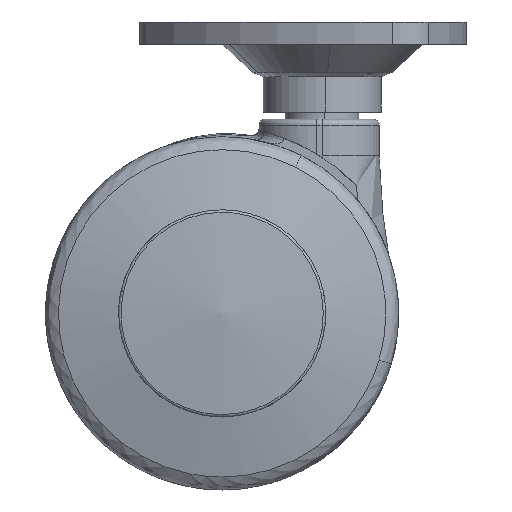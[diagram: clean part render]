
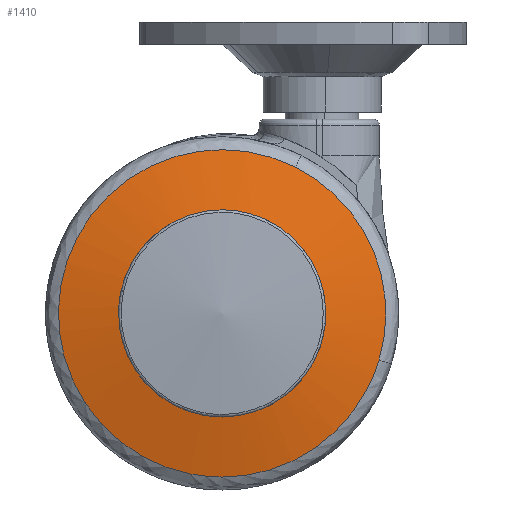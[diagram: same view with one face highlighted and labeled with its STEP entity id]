
A CAD part, front view. The second image highlights one B-rep face of the part: STEP entity #1410.
In plain terms, the highlighted free-form (B-spline) face has degree [2, 2] with [4, 4] control points.
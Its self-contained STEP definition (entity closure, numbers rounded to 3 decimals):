
#70=CARTESIAN_POINT('',(17.477,-20.5,-2.077));
#71=VERTEX_POINT('',#70);
#72=CARTESIAN_POINT('',(0.0,-20.5,17.6));
#73=VERTEX_POINT('',#72);
#74=CARTESIAN_POINT('',(17.477,-20.5,-2.077));
#75=CARTESIAN_POINT('',(17.6,-20.5,-1.042));
#76=CARTESIAN_POINT('',(17.6,-20.5,0.));
#77=CARTESIAN_POINT('',(17.6,-20.5,17.6));
#78=CARTESIAN_POINT('',(0.0,-20.5,17.6));
#86=(BOUNDED_CURVE()B_SPLINE_CURVE(2,(#74,#75,#76,#77,#78),.UNSPECIFIED.,.F.,.U.)B_SPLINE_CURVE_WITH_KNOTS((3,2,3),(0.23,0.25,0.5),.UNSPECIFIED.)CURVE()GEOMETRIC_REPRESENTATION_ITEM()RATIONAL_B_SPLINE_CURVE((0.956,0.976,1.0,0.707,1.0))REPRESENTATION_ITEM(''));
#87=EDGE_CURVE('',#71,#73,#86,.T.);
#89=CARTESIAN_POINT('',(-17.567,-20.5,1.074));
#90=VERTEX_POINT('',#89);
#91=CARTESIAN_POINT('',(0.0,-20.5,17.6));
#92=CARTESIAN_POINT('',(-16.556,-20.5,17.6));
#93=CARTESIAN_POINT('',(-17.567,-20.5,1.074));
#101=(BOUNDED_CURVE()B_SPLINE_CURVE(2,(#91,#92,#93),.UNSPECIFIED.,.F.,.U.)B_SPLINE_CURVE_WITH_KNOTS((3,3),(0.5,0.739),.UNSPECIFIED.)CURVE()GEOMETRIC_REPRESENTATION_ITEM()RATIONAL_B_SPLINE_CURVE((1.0,0.72,0.976))REPRESENTATION_ITEM(''));
#102=EDGE_CURVE('',#73,#90,#101,.T.);
#173=CARTESIAN_POINT('',(0.0,-20.5,-17.6));
#174=VERTEX_POINT('',#173);
#175=CARTESIAN_POINT('',(0.0,-20.5,-17.6));
#176=CARTESIAN_POINT('',(15.632,-20.5,-17.6));
#177=CARTESIAN_POINT('',(17.477,-20.5,-2.077));
#185=(BOUNDED_CURVE()B_SPLINE_CURVE(2,(#175,#176,#177),.UNSPECIFIED.,.F.,.U.)B_SPLINE_CURVE_WITH_KNOTS((3,3),(0.0,0.23),.UNSPECIFIED.)CURVE()GEOMETRIC_REPRESENTATION_ITEM()RATIONAL_B_SPLINE_CURVE((1.0,0.731,0.956))REPRESENTATION_ITEM(''));
#186=EDGE_CURVE('',#174,#71,#185,.T.);
#220=CARTESIAN_POINT('',(-17.567,-20.5,1.074));
#221=CARTESIAN_POINT('',(-17.6,-20.5,0.538));
#222=CARTESIAN_POINT('',(-17.6,-20.5,0.));
#223=CARTESIAN_POINT('',(-17.6,-20.5,-17.6));
#224=CARTESIAN_POINT('',(0.0,-20.5,-17.6));
#232=(BOUNDED_CURVE()B_SPLINE_CURVE(2,(#220,#221,#222,#223,#224),.UNSPECIFIED.,.F.,.U.)B_SPLINE_CURVE_WITH_KNOTS((3,2,3),(0.739,0.75,1.0),.UNSPECIFIED.)CURVE()GEOMETRIC_REPRESENTATION_ITEM()RATIONAL_B_SPLINE_CURVE((0.976,0.988,1.0,0.707,1.0))REPRESENTATION_ITEM(''));
#233=EDGE_CURVE('',#90,#174,#232,.T.);
#1253=CARTESIAN_POINT('',(12.454,-18.215,24.857));
#1254=VERTEX_POINT('',#1253);
#1255=CARTESIAN_POINT('',(0.0,-18.215,27.802));
#1256=VERTEX_POINT('',#1255);
#1257=CARTESIAN_POINT('',(12.454,-18.215,24.857));
#1258=CARTESIAN_POINT('',(6.575,-18.215,27.802));
#1259=CARTESIAN_POINT('',(0.0,-18.215,27.802));
#1267=(BOUNDED_CURVE()B_SPLINE_CURVE(2,(#1257,#1258,#1259),.UNSPECIFIED.,.F.,.U.)B_SPLINE_CURVE_WITH_KNOTS((3,3),(0.424,0.5),.UNSPECIFIED.)CURVE()GEOMETRIC_REPRESENTATION_ITEM()RATIONAL_B_SPLINE_CURVE((0.876,0.911,1.0))REPRESENTATION_ITEM(''));
#1268=EDGE_CURVE('',#1254,#1256,#1267,.T.);
#1288=CARTESIAN_POINT('',(26.649,-18.215,-7.924));
#1289=VERTEX_POINT('',#1288);
#1303=CARTESIAN_POINT('',(0.0,-18.215,-27.802));
#1304=VERTEX_POINT('',#1303);
#1305=CARTESIAN_POINT('',(0.0,-18.215,-27.802));
#1306=CARTESIAN_POINT('',(20.738,-18.215,-27.802));
#1307=CARTESIAN_POINT('',(26.649,-18.215,-7.924));
#1315=(BOUNDED_CURVE()B_SPLINE_CURVE(2,(#1305,#1306,#1307),.UNSPECIFIED.,.F.,.U.)B_SPLINE_CURVE_WITH_KNOTS((3,3),(0.0,0.201),.UNSPECIFIED.)CURVE()GEOMETRIC_REPRESENTATION_ITEM()RATIONAL_B_SPLINE_CURVE((1.0,0.764,0.908))REPRESENTATION_ITEM(''));
#1316=EDGE_CURVE('',#1304,#1289,#1315,.T.);
#1318=CARTESIAN_POINT('',(0.0,-18.215,27.802));
#1319=CARTESIAN_POINT('',(-27.802,-18.215,27.802));
#1320=CARTESIAN_POINT('',(-27.802,-18.215,0.));
#1321=CARTESIAN_POINT('',(-27.802,-18.215,-27.802));
#1322=CARTESIAN_POINT('',(0.0,-18.215,-27.802));
#1330=(BOUNDED_CURVE()B_SPLINE_CURVE(2,(#1318,#1319,#1320,#1321,#1322),.UNSPECIFIED.,.F.,.U.)B_SPLINE_CURVE_WITH_KNOTS((3,2,3),(0.5,0.75,1.0),.UNSPECIFIED.)CURVE()GEOMETRIC_REPRESENTATION_ITEM()RATIONAL_B_SPLINE_CURVE((1.0,0.707,1.0,0.707,1.0))REPRESENTATION_ITEM(''));
#1331=EDGE_CURVE('',#1256,#1304,#1330,.T.);
#1353=CARTESIAN_POINT('',(26.649,-18.215,-7.924));
#1354=CARTESIAN_POINT('',(27.802,-18.215,-4.046));
#1355=CARTESIAN_POINT('',(27.802,-18.215,0.));
#1356=CARTESIAN_POINT('',(27.802,-18.215,17.167));
#1357=CARTESIAN_POINT('',(12.454,-18.215,24.857));
#1365=(BOUNDED_CURVE()B_SPLINE_CURVE(2,(#1353,#1354,#1355,#1356,#1357),.UNSPECIFIED.,.F.,.U.)B_SPLINE_CURVE_WITH_KNOTS((3,2,3),(0.201,0.25,0.424),.UNSPECIFIED.)CURVE()GEOMETRIC_REPRESENTATION_ITEM()RATIONAL_B_SPLINE_CURVE((0.908,0.943,1.0,0.796,0.876))REPRESENTATION_ITEM(''));
#1366=EDGE_CURVE('',#1289,#1254,#1365,.T.);
#1374=CARTESIAN_POINT('',(-29.809,-13.073,-29.809));
#1375=CARTESIAN_POINT('',(-15.232,-17.439,-30.463));
#1376=CARTESIAN_POINT('',(15.231,-17.439,-30.463));
#1377=CARTESIAN_POINT('',(29.808,-13.073,-29.809));
#1378=CARTESIAN_POINT('',(-30.463,-17.439,-15.232));
#1379=CARTESIAN_POINT('',(-15.573,-22.,-15.573));
#1380=CARTESIAN_POINT('',(15.572,-22.,-15.573));
#1381=CARTESIAN_POINT('',(30.462,-17.439,-15.232));
#1382=CARTESIAN_POINT('',(-30.463,-17.439,15.232));
#1383=CARTESIAN_POINT('',(-15.573,-22.,15.573));
#1384=CARTESIAN_POINT('',(15.572,-22.,15.573));
#1385=CARTESIAN_POINT('',(30.462,-17.439,15.232));
#1386=CARTESIAN_POINT('',(-29.809,-13.073,29.809));
#1387=CARTESIAN_POINT('',(-15.232,-17.439,30.463));
#1388=CARTESIAN_POINT('',(15.231,-17.439,30.463));
#1389=CARTESIAN_POINT('',(29.808,-13.073,29.809));
#1397=(BOUNDED_SURFACE()B_SPLINE_SURFACE(2,2,((#1374,#1378,#1382,#1386),(#1375,#1379,#1383,#1387),(#1376,#1380,#1384,#1388),(#1377,#1381,#1385,#1389)),.UNSPECIFIED.,.F.,.F.,.U.)B_SPLINE_SURFACE_WITH_KNOTS((3,1,3),(3,1,3),(22.88,52.981,83.08),(22.88,52.981,83.081),.UNSPECIFIED.)GEOMETRIC_REPRESENTATION_ITEM()RATIONAL_B_SPLINE_SURFACE(((1.045,1.022,1.022,1.045),(1.022,1.0,1.0,1.022),(1.022,1.0,1.0,1.022),(1.045,1.022,1.022,1.045)))REPRESENTATION_ITEM('')SURFACE());
#1398=ORIENTED_EDGE('',*,*,#1316,.T.);
#1399=ORIENTED_EDGE('',*,*,#1366,.T.);
#1400=ORIENTED_EDGE('',*,*,#1268,.T.);
#1401=ORIENTED_EDGE('',*,*,#1331,.T.);
#1402=EDGE_LOOP('',(#1398,#1399,#1400,#1401));
#1403=FACE_OUTER_BOUND('',#1402,.T.);
#1404=ORIENTED_EDGE('',*,*,#102,.F.);
#1405=ORIENTED_EDGE('',*,*,#87,.F.);
#1406=ORIENTED_EDGE('',*,*,#186,.F.);
#1407=ORIENTED_EDGE('',*,*,#233,.F.);
#1408=EDGE_LOOP('',(#1404,#1405,#1406,#1407));
#1409=FACE_BOUND('',#1408,.T.);
#1410=ADVANCED_FACE('',(#1403,#1409),#1397,.T.);
